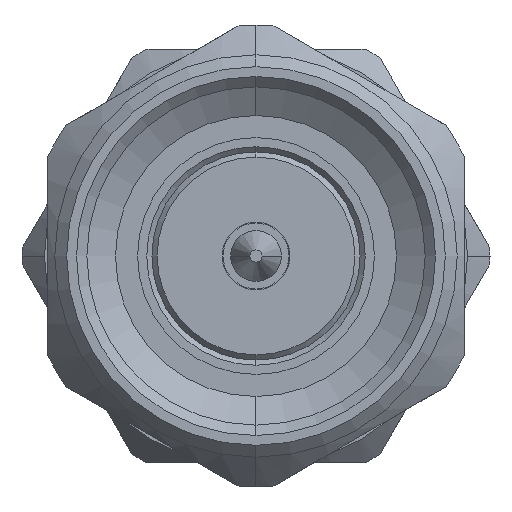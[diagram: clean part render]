
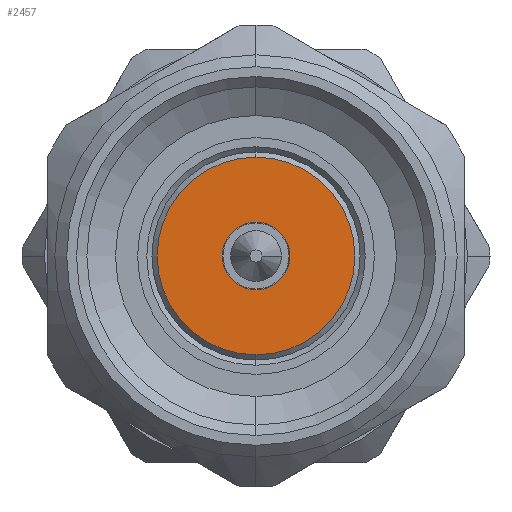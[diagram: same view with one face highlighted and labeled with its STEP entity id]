
A CAD part, left-side view. The second image highlights one B-rep face of the part: STEP entity #2457.
In plain terms, the highlighted face is planar.
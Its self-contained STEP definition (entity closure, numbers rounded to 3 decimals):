
#182 = CARTESIAN_POINT ( 'NONE',  ( -2.9, 0., 1.9 ) ) ;
#314 = EDGE_LOOP ( 'NONE', ( #5985, #3056 ) ) ;
#355 = AXIS2_PLACEMENT_3D ( 'NONE', #5886, #3393, #8963 ) ;
#1615 = VERTEX_POINT ( 'NONE', #2979 ) ;
#2034 = DIRECTION ( 'NONE',  ( 0., 0., 1. ) ) ;
#2123 = AXIS2_PLACEMENT_3D ( 'NONE', #6254, #3866, #2034 ) ;
#2197 = EDGE_CURVE ( 'NONE', #5784, #5939, #7758, .T. ) ;
#2457 = ADVANCED_FACE ( 'NONE', ( #7540, #4641 ), #6856, .F. ) ;
#2780 = AXIS2_PLACEMENT_3D ( 'NONE', #4296, #4244, #4136 ) ;
#2901 = CARTESIAN_POINT ( 'NONE',  ( -2.9, 0., 0. ) ) ;
#2979 = CARTESIAN_POINT ( 'NONE',  ( -2.9, 0., 0.65 ) ) ;
#3056 = ORIENTED_EDGE ( 'NONE', *, *, #4967, .T. ) ;
#3105 = VERTEX_POINT ( 'NONE', #4027 ) ;
#3393 = DIRECTION ( 'NONE',  ( -1., 0., 0. ) ) ;
#3723 = CARTESIAN_POINT ( 'NONE',  ( -2.9, 0., 0. ) ) ;
#3866 = DIRECTION ( 'NONE',  ( -1., 0., 0. ) ) ;
#3914 = DIRECTION ( 'NONE',  ( -1., 0., 0. ) ) ;
#4027 = CARTESIAN_POINT ( 'NONE',  ( -2.9, 0., -0.65 ) ) ;
#4078 = EDGE_CURVE ( 'NONE', #5939, #5784, #10125, .T. ) ;
#4136 = DIRECTION ( 'NONE',  ( 0., 0., 1. ) ) ;
#4244 = DIRECTION ( 'NONE',  ( -1., 0., 0. ) ) ;
#4296 = CARTESIAN_POINT ( 'NONE',  ( -2.9, 0., 0. ) ) ;
#4346 = AXIS2_PLACEMENT_3D ( 'NONE', #2901, #6068, #9247 ) ;
#4641 = FACE_BOUND ( 'NONE', #314, .T. ) ;
#4811 = CIRCLE ( 'NONE', #355, 0.65 ) ;
#4967 = EDGE_CURVE ( 'NONE', #3105, #1615, #4811, .T. ) ;
#5203 = CARTESIAN_POINT ( 'NONE',  ( -2.9, 0., -1.9 ) ) ;
#5784 = VERTEX_POINT ( 'NONE', #182 ) ;
#5847 = CIRCLE ( 'NONE', #4346, 0.65 ) ;
#5886 = CARTESIAN_POINT ( 'NONE',  ( -2.9, 0., 0. ) ) ;
#5939 = VERTEX_POINT ( 'NONE', #5203 ) ;
#5985 = ORIENTED_EDGE ( 'NONE', *, *, #9618, .T. ) ;
#6068 = DIRECTION ( 'NONE',  ( -1., 0., 0. ) ) ;
#6254 = CARTESIAN_POINT ( 'NONE',  ( -2.9, 1.9, 0. ) ) ;
#6268 = EDGE_LOOP ( 'NONE', ( #7226, #9443 ) ) ;
#6856 = PLANE ( 'NONE',  #2123 ) ;
#7226 = ORIENTED_EDGE ( 'NONE', *, *, #2197, .F. ) ;
#7540 = FACE_OUTER_BOUND ( 'NONE', #6268, .T. ) ;
#7644 = AXIS2_PLACEMENT_3D ( 'NONE', #3723, #3914, #7829 ) ;
#7758 = CIRCLE ( 'NONE', #2780, 1.9 ) ;
#7829 = DIRECTION ( 'NONE',  ( 0., 0., 1. ) ) ;
#8963 = DIRECTION ( 'NONE',  ( 0., 0., 1. ) ) ;
#9247 = DIRECTION ( 'NONE',  ( 0., 0., 1. ) ) ;
#9443 = ORIENTED_EDGE ( 'NONE', *, *, #4078, .F. ) ;
#9618 = EDGE_CURVE ( 'NONE', #1615, #3105, #5847, .T. ) ;
#10125 = CIRCLE ( 'NONE', #7644, 1.9 ) ;
